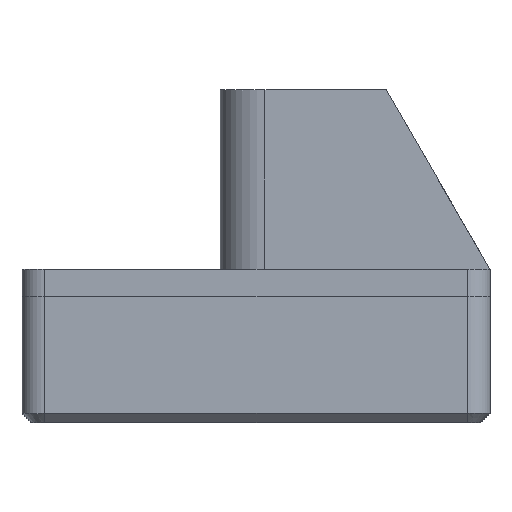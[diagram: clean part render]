
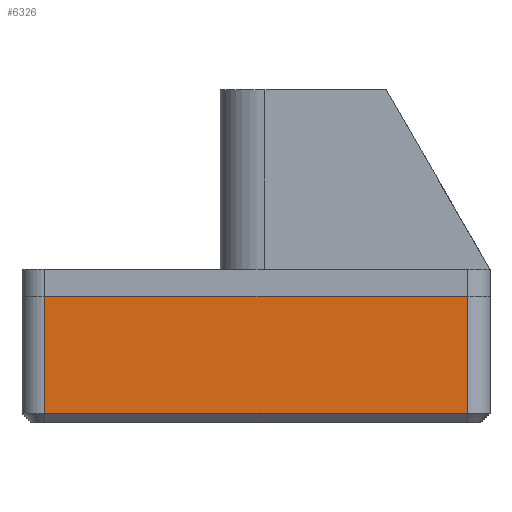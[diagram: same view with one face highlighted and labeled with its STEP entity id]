
A CAD part, left-side view. The second image highlights one B-rep face of the part: STEP entity #6326.
In plain terms, the highlighted planar face has unit normal (-1, 0, 0).
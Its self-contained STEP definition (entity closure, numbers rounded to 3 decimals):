
#305=PLANE('',#6760);
#570=FACE_OUTER_BOUND('',#945,.T.);
#945=EDGE_LOOP('',(#4754,#4755,#4756,#4757));
#1401=LINE('',#8990,#2095);
#1413=LINE('',#9048,#2107);
#1414=LINE('',#9051,#2108);
#1415=LINE('',#9052,#2109);
#2095=VECTOR('',#7426,10.);
#2107=VECTOR('',#7500,10.);
#2108=VECTOR('',#7503,10.);
#2109=VECTOR('',#7504,10.);
#2903=VERTEX_POINT('',#8980);
#2906=VERTEX_POINT('',#8988);
#2921=VERTEX_POINT('',#9046);
#2922=VERTEX_POINT('',#9050);
#3588=EDGE_CURVE('',#2906,#2903,#1401,.T.);
#3615=EDGE_CURVE('',#2903,#2921,#1413,.T.);
#3616=EDGE_CURVE('',#2921,#2922,#1414,.T.);
#3617=EDGE_CURVE('',#2906,#2922,#1415,.T.);
#4754=ORIENTED_EDGE('',*,*,#3616,.F.);
#4755=ORIENTED_EDGE('',*,*,#3615,.F.);
#4756=ORIENTED_EDGE('',*,*,#3588,.F.);
#4757=ORIENTED_EDGE('',*,*,#3617,.T.);
#6326=ADVANCED_FACE('',(#570),#305,.T.);
#6760=AXIS2_PLACEMENT_3D('',#9049,#7501,#7502);
#7426=DIRECTION('',(0.,1.,0.));
#7500=DIRECTION('',(0.,0.,1.));
#7501=DIRECTION('center_axis',(-1.,0.,0.));
#7502=DIRECTION('ref_axis',(0.,-1.,0.));
#7503=DIRECTION('',(0.,-1.,0.));
#7504=DIRECTION('',(0.,0.,1.));
#8980=CARTESIAN_POINT('',(-55.,23.5,1.));
#8988=CARTESIAN_POINT('',(-55.,-23.5,1.));
#8990=CARTESIAN_POINT('',(-55.,11.75,1.));
#9046=CARTESIAN_POINT('',(-55.,23.5,14.));
#9048=CARTESIAN_POINT('',(-55.,23.5,0.));
#9049=CARTESIAN_POINT('Origin',(-55.,23.5,0.));
#9050=CARTESIAN_POINT('',(-55.,-23.5,14.));
#9051=CARTESIAN_POINT('',(-55.,11.75,14.));
#9052=CARTESIAN_POINT('',(-55.,-23.5,0.));
